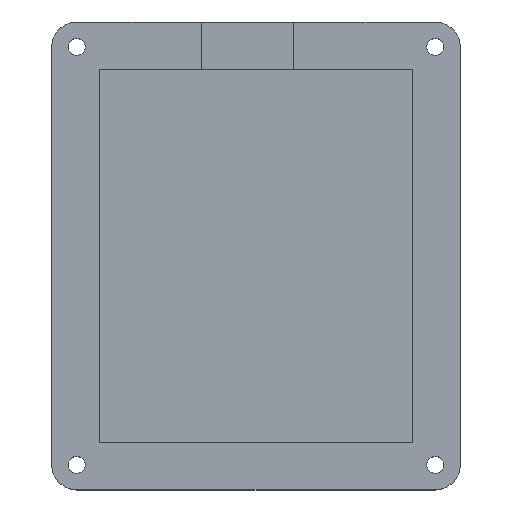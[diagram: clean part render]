
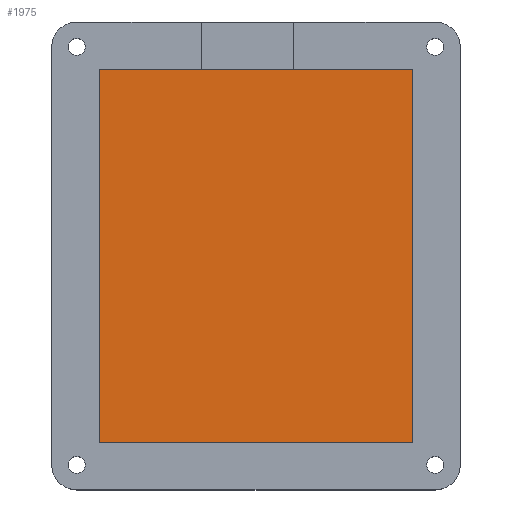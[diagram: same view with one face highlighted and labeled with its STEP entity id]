
A CAD part, top view. The second image highlights one B-rep face of the part: STEP entity #1975.
In plain terms, the highlighted planar face has unit normal (0, 0, 1).
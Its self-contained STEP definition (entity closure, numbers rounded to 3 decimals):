
#241=FACE_OUTER_BOUND('',#361,.T.);
#361=EDGE_LOOP('',(#1748,#1749,#1750,#1751));
#569=LINE('',#3519,#771);
#570=LINE('',#3521,#772);
#571=LINE('',#3523,#773);
#572=LINE('',#3524,#774);
#771=VECTOR('',#2451,10.);
#772=VECTOR('',#2452,10.);
#773=VECTOR('',#2453,10.);
#774=VECTOR('',#2454,10.);
#963=VERTEX_POINT('',#3517);
#964=VERTEX_POINT('',#3518);
#965=VERTEX_POINT('',#3520);
#966=VERTEX_POINT('',#3522);
#1233=EDGE_CURVE('',#963,#964,#569,.T.);
#1234=EDGE_CURVE('',#965,#963,#570,.T.);
#1235=EDGE_CURVE('',#966,#965,#571,.T.);
#1236=EDGE_CURVE('',#964,#966,#572,.T.);
#1748=ORIENTED_EDGE('',*,*,#1233,.F.);
#1749=ORIENTED_EDGE('',*,*,#1234,.F.);
#1750=ORIENTED_EDGE('',*,*,#1235,.F.);
#1751=ORIENTED_EDGE('',*,*,#1236,.F.);
#1877=PLANE('',#2083);
#1975=ADVANCED_FACE('',(#241),#1877,.T.);
#2083=AXIS2_PLACEMENT_3D('',#3516,#2449,#2450);
#2449=DIRECTION('center_axis',(0.,0.,1.));
#2450=DIRECTION('ref_axis',(1.,0.,0.));
#2451=DIRECTION('',(0.,1.,0.));
#2452=DIRECTION('',(-1.,0.,0.));
#2453=DIRECTION('',(0.,-1.,0.));
#2454=DIRECTION('',(1.,0.,0.));
#3516=CARTESIAN_POINT('Origin',(31.457,37.41,3.));
#3517=CARTESIAN_POINT('',(0.,0.,3.));
#3518=CARTESIAN_POINT('',(0.,74.819,3.));
#3519=CARTESIAN_POINT('',(0.,18.705,3.));
#3520=CARTESIAN_POINT('',(62.913,0.,3.));
#3521=CARTESIAN_POINT('',(47.185,0.,3.));
#3522=CARTESIAN_POINT('',(62.913,74.819,3.));
#3523=CARTESIAN_POINT('',(62.913,56.114,3.));
#3524=CARTESIAN_POINT('',(15.728,74.819,3.));
